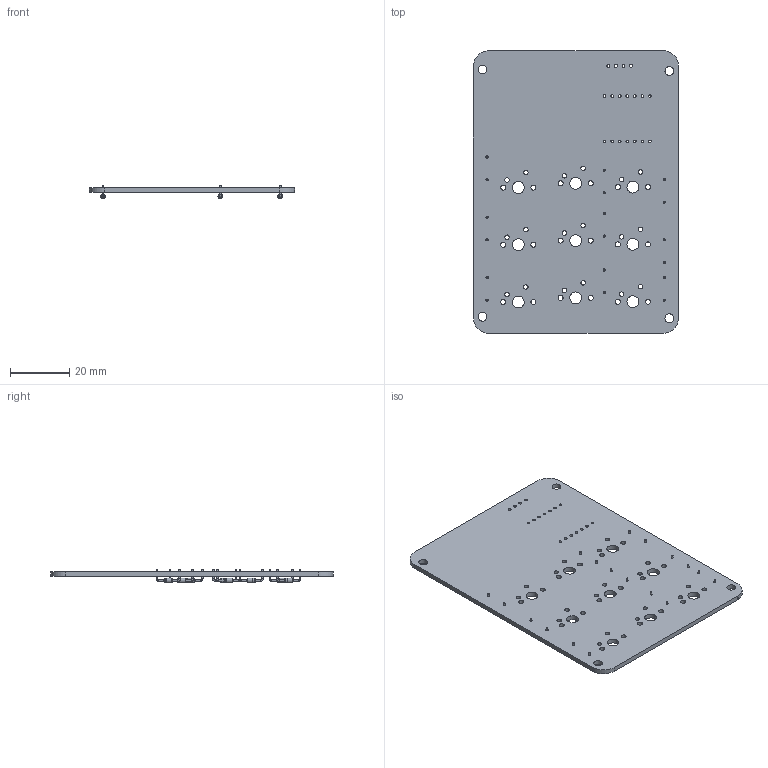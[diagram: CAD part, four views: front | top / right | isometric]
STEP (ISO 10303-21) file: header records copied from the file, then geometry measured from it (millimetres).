
FILE_DESCRIPTION(('KiCad electronic assembly'),'2;1');
FILE_NAME('hackpad.step','2025-02-02T17:47:56',('Pcbnew'),('Kicad'), 'Open CASCADE STEP processor 7.8','KiCad to STEP converter','Unknown' );
FILE_SCHEMA(('AUTOMOTIVE_DESIGN { 1 0 10303 214 1 1 1 1 }'));
Length unit declared in the file: millimetre
Products named in the file (4): hackpad 1; D_DO-34_SOD68_P7.62mm_Horizontal; hackpad_PCB
Assembly tree (11 placements, depth 3):
  hackpad 1
    D_DO-34_SOD68_P7.62mm_Horizontal  x9
      D_DO-34_SOD68_P7.62mm_Horizontal
    hackpad_PCB
Bounding box: 69.09 x 95.18 x 4.61 mm (x, y, z)
Volume: 10182.2 mm3; surface area: 14168.8 mm2
Topology: 10 solids, 10 shells, 287 faces, 585 edges, 372 vertices
Faces by surface type: cylinder 170, plane 81, torus 18, revolution 18
Full cylindrical faces by diameter (mm): 0.55 x36, 0.688 x18, 0.75 x18, 0.889 x14, 1 x4, 1.5 x18, 1.6 x18, 1.61 x9, 1.7 x18, 3 x4, 4 x9
Entity records: 4483 total; most frequent: DIRECTION 787, CARTESIAN_POINT 666, ORIENTED_EDGE 642, AXIS2_PLACEMENT_3D 333, EDGE_CURVE 321, FACE_BOUND 295, EDGE_LOOP 295, VERTEX_POINT 212
